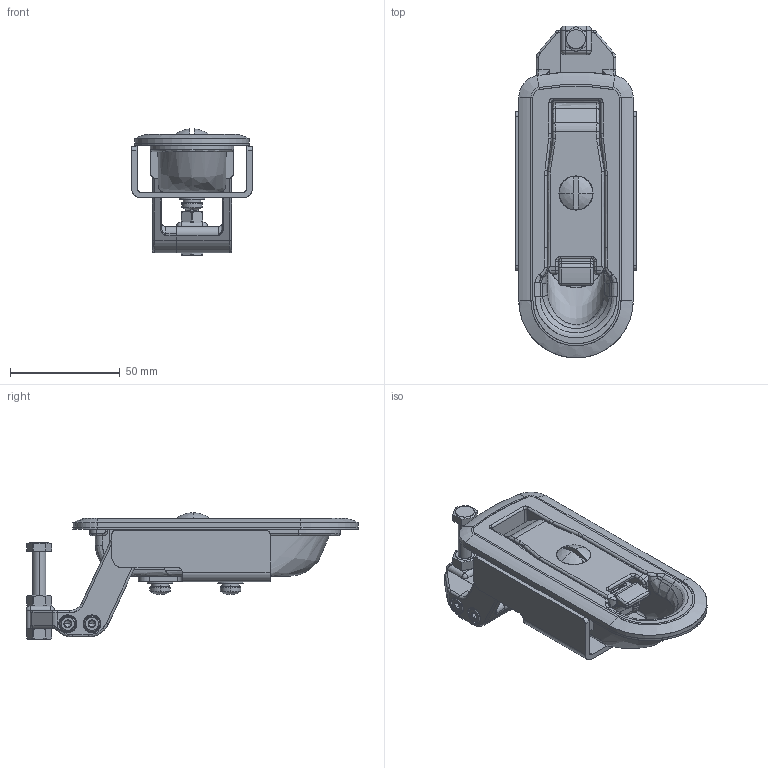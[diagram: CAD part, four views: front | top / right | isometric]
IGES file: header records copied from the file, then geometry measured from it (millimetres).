
Start section: SolidWorks IGES file using analytic representation for surfaces
Global section: file name: A-222-2.IGS; native system: SolidWorks 2014; preprocessor: SolidWorks 2014; author: 1337yo; date: 160629.163851; units: millimetre
Bounding box: 55 x 151 x 57.45 mm (x, y, z)
Surface area: 69190.6 mm2 (no closed solid volume)
Topology: 0 solids, 0 shells, 1199 faces, 13052 edges, 12982 vertices
Faces by surface type: revolution 625, bspline 574
